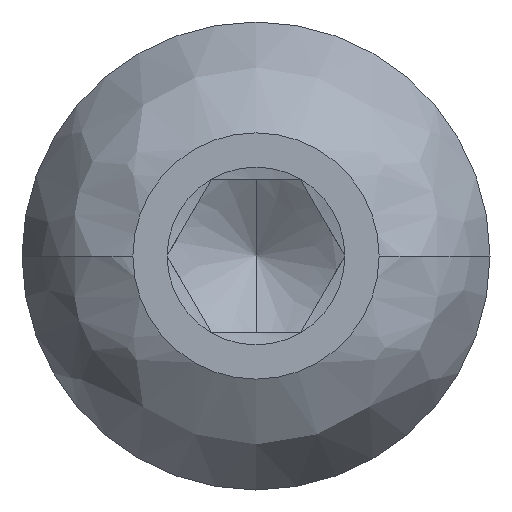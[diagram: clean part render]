
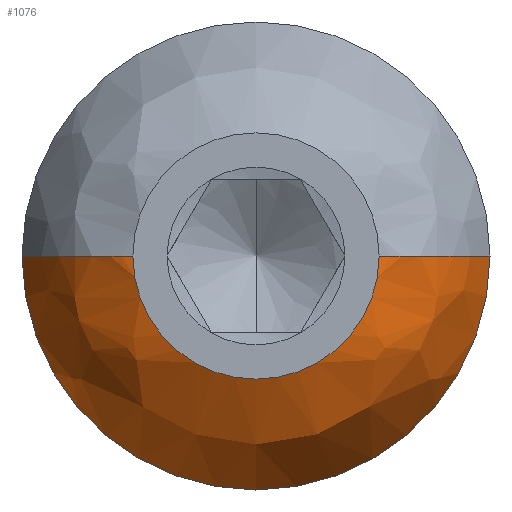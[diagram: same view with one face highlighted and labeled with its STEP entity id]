
A CAD part, left-side view. The second image highlights one B-rep face of the part: STEP entity #1076.
In plain terms, the highlighted free-form (B-spline) face has degree [2, 3] with [3, 4] control points.
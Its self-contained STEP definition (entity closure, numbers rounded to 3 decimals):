
#3 =( BOUNDED_SURFACE ( )  B_SPLINE_SURFACE ( 2, 3, ( 
 ( #3091, #3828, #1583, #4229 ),
 ( #1957, #4603, #2356, #63 ),
 ( #2725, #461, #3114, #823 ) ),
 .UNSPECIFIED., .F., .F., .F. ) 
 B_SPLINE_SURFACE_WITH_KNOTS ( ( 3, 3 ),
 ( 4, 4 ),
 ( 0., 0.721 ),
 ( 0., 1. ),
 .UNSPECIFIED. ) 
 GEOMETRIC_REPRESENTATION_ITEM ( )  RATIONAL_B_SPLINE_SURFACE ( (
 ( 1., 0.333, 0.333, 1.),
 ( 1., 0.333, 0.333, 1.),
 ( 1., 0.333, 0.333, 1.) ) ) 
 REPRESENTATION_ITEM ( '' )  SURFACE ( )  );
#48 = CARTESIAN_POINT ( 'NONE',  ( -30.2, -3.8, 0. ) ) ;
#63 = CARTESIAN_POINT ( 'NONE',  ( -31.921, -3.221, 0. ) ) ;
#68 = AXIS2_PLACEMENT_3D ( 'NONE', #1183, #3833, #1570 ) ;
#87 = AXIS2_PLACEMENT_3D ( 'NONE', #4104, #1842, #4498 ) ;
#139 = CIRCLE ( 'NONE', #68, 3.8 ) ;
#151 = EDGE_LOOP ( 'NONE', ( #242, #2125, #1064, #1186, #3174 ) ) ;
#152 = B_SPLINE_CURVE_WITH_KNOTS ( 'NONE', 2,
 ( #2611, #4853, #3379 ),
 .UNSPECIFIED., .F., .F.,
 ( 3, 3 ),
 ( 0., 0.721 ),
 .UNSPECIFIED. ) ;
#242 = ORIENTED_EDGE ( 'NONE', *, *, #342, .T. ) ;
#342 = EDGE_CURVE ( 'NONE', #4579, #2828, #139, .T. ) ;
#361 = EDGE_CURVE ( 'NONE', #2828, #4329, #1243, .T. ) ;
#461 = CARTESIAN_POINT ( 'NONE',  ( -32.2, 2., -4. ) ) ;
#823 = CARTESIAN_POINT ( 'NONE',  ( -32.2, -2., 0. ) ) ;
#966 = CARTESIAN_POINT ( 'NONE',  ( -32.2, 2., 0. ) ) ;
#977 = CIRCLE ( 'NONE', #3783, 3.8 ) ;
#1064 = ORIENTED_EDGE ( 'NONE', *, *, #2305, .F. ) ;
#1076 = ADVANCED_FACE ( 'NONE', ( #2520 ), #3, .F. ) ;
#1183 = CARTESIAN_POINT ( 'NONE',  ( -30.2, 0., 0. ) ) ;
#1186 = ORIENTED_EDGE ( 'NONE', *, *, #4344, .F. ) ;
#1243 = B_SPLINE_CURVE_WITH_KNOTS ( 'NONE', 2,
 ( #48, #2344, #4592 ),
 .UNSPECIFIED., .F., .F.,
 ( 3, 3 ),
 ( 0., 0.721 ),
 .UNSPECIFIED. ) ;
#1570 = DIRECTION ( 'NONE',  ( 0., 0., 1. ) ) ;
#1583 = CARTESIAN_POINT ( 'NONE',  ( -30.2, -3.8, -7.6 ) ) ;
#1842 = DIRECTION ( 'NONE',  ( -1., 0., 0. ) ) ;
#1957 = CARTESIAN_POINT ( 'NONE',  ( -31.921, 3.221, 0. ) ) ;
#2057 = CARTESIAN_POINT ( 'NONE',  ( -30.2, 3.8, 0. ) ) ;
#2125 = ORIENTED_EDGE ( 'NONE', *, *, #361, .T. ) ;
#2273 = CARTESIAN_POINT ( 'NONE',  ( -30.2, 0., 0. ) ) ;
#2305 = EDGE_CURVE ( 'NONE', #2500, #4329, #2309, .T. ) ;
#2309 = CIRCLE ( 'NONE', #87, 2. ) ;
#2344 = CARTESIAN_POINT ( 'NONE',  ( -31.921, -3.221, 0. ) ) ;
#2356 = CARTESIAN_POINT ( 'NONE',  ( -31.921, -3.221, -6.442 ) ) ;
#2500 = VERTEX_POINT ( 'NONE', #966 ) ;
#2520 = FACE_OUTER_BOUND ( 'NONE', #151, .T. ) ;
#2611 = CARTESIAN_POINT ( 'NONE',  ( -30.2, 3.8, 0. ) ) ;
#2636 = CARTESIAN_POINT ( 'NONE',  ( -30.2, -3.8, 0. ) ) ;
#2651 = DIRECTION ( 'NONE',  ( 0., 0., 1. ) ) ;
#2725 = CARTESIAN_POINT ( 'NONE',  ( -32.2, 2., 0. ) ) ;
#2828 = VERTEX_POINT ( 'NONE', #2636 ) ;
#3036 = VERTEX_POINT ( 'NONE', #2057 ) ;
#3091 = CARTESIAN_POINT ( 'NONE',  ( -30.2, 3.8, 0. ) ) ;
#3114 = CARTESIAN_POINT ( 'NONE',  ( -32.2, -2., -4. ) ) ;
#3174 = ORIENTED_EDGE ( 'NONE', *, *, #3345, .T. ) ;
#3345 = EDGE_CURVE ( 'NONE', #3036, #4579, #977, .T. ) ;
#3379 = CARTESIAN_POINT ( 'NONE',  ( -32.2, 2., 0. ) ) ;
#3533 = CARTESIAN_POINT ( 'NONE',  ( -30.2, 0., -3.8 ) ) ;
#3726 = CARTESIAN_POINT ( 'NONE',  ( -32.2, -2., 0. ) ) ;
#3783 = AXIS2_PLACEMENT_3D ( 'NONE', #2273, #4906, #2651 ) ;
#3828 = CARTESIAN_POINT ( 'NONE',  ( -30.2, 3.8, -7.6 ) ) ;
#3833 = DIRECTION ( 'NONE',  ( -1., 0., 0. ) ) ;
#4104 = CARTESIAN_POINT ( 'NONE',  ( -32.2, 0., 0. ) ) ;
#4229 = CARTESIAN_POINT ( 'NONE',  ( -30.2, -3.8, 0. ) ) ;
#4329 = VERTEX_POINT ( 'NONE', #3726 ) ;
#4344 = EDGE_CURVE ( 'NONE', #3036, #2500, #152, .T. ) ;
#4498 = DIRECTION ( 'NONE',  ( 0., 0., 1. ) ) ;
#4579 = VERTEX_POINT ( 'NONE', #3533 ) ;
#4592 = CARTESIAN_POINT ( 'NONE',  ( -32.2, -2., 0. ) ) ;
#4603 = CARTESIAN_POINT ( 'NONE',  ( -31.921, 3.221, -6.442 ) ) ;
#4853 = CARTESIAN_POINT ( 'NONE',  ( -31.921, 3.221, 0. ) ) ;
#4906 = DIRECTION ( 'NONE',  ( -1., 0., 0. ) ) ;
